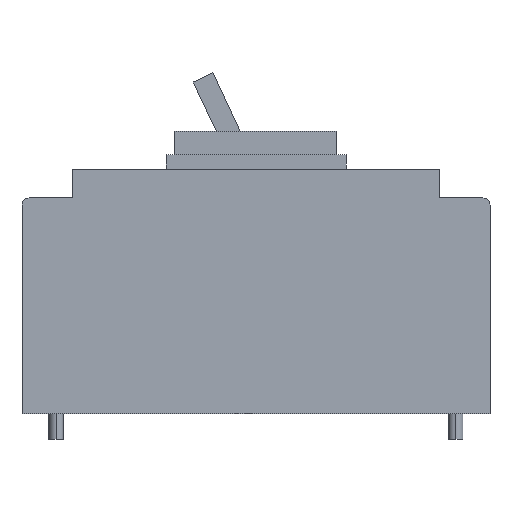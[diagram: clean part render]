
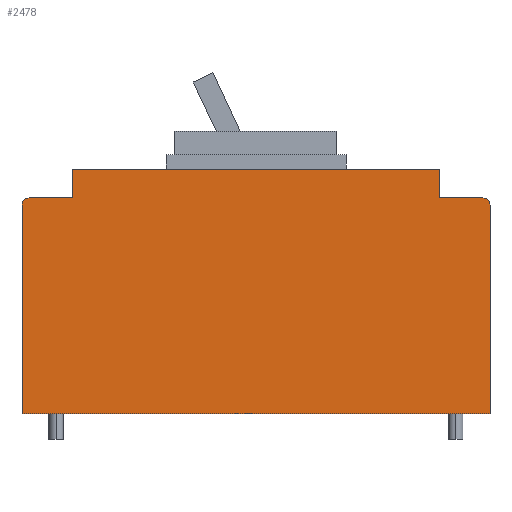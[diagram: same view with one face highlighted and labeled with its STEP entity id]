
A CAD part, left-side view. The second image highlights one B-rep face of the part: STEP entity #2478.
In plain terms, the highlighted planar face has unit normal (-1, 0, 0).
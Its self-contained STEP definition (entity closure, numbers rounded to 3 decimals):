
#40 = DIRECTION ( 'NONE',  ( 0., 0., -1. ) ) ;
#246 = LINE ( 'NONE', #4188, #4178 ) ;
#360 = VECTOR ( 'NONE', #606, 1000. ) ;
#386 = VERTEX_POINT ( 'NONE', #4573 ) ;
#445 = VERTEX_POINT ( 'NONE', #6147 ) ;
#506 = CARTESIAN_POINT ( 'NONE',  ( -30., 65., 60. ) ) ;
#606 = DIRECTION ( 'NONE',  ( 0., -1., 0. ) ) ;
#641 = LINE ( 'NONE', #5393, #955 ) ;
#730 = VECTOR ( 'NONE', #5848, 1000. ) ;
#817 = EDGE_CURVE ( 'NONE', #4145, #445, #4555, .T. ) ;
#877 = CARTESIAN_POINT ( 'NONE',  ( -30., -51., 68. ) ) ;
#955 = VECTOR ( 'NONE', #5954, 1000. ) ;
#1004 = DIRECTION ( 'NONE',  ( -1., 0., 0. ) ) ;
#1182 = EDGE_CURVE ( 'NONE', #5834, #4883, #5126, .T. ) ;
#1316 = VERTEX_POINT ( 'NONE', #877 ) ;
#1367 = EDGE_CURVE ( 'NONE', #3439, #3155, #641, .T. ) ;
#1576 = ORIENTED_EDGE ( 'NONE', *, *, #4113, .F. ) ;
#1661 = EDGE_LOOP ( 'NONE', ( #4166, #4493, #2327, #3081, #4939, #4370, #3785, #3115, #1576, #3557 ) ) ;
#1734 = CARTESIAN_POINT ( 'NONE',  ( -30., 65., 0. ) ) ;
#1747 = DIRECTION ( 'NONE',  ( 0., 0., -1. ) ) ;
#1784 = CARTESIAN_POINT ( 'NONE',  ( -30., 63., 58. ) ) ;
#1855 = CARTESIAN_POINT ( 'NONE',  ( -30., -65., 0. ) ) ;
#1898 = CARTESIAN_POINT ( 'NONE',  ( -30., 51., 60. ) ) ;
#1942 = PLANE ( 'NONE',  #3868 ) ;
#1964 = VECTOR ( 'NONE', #40, 1000. ) ;
#2227 = CARTESIAN_POINT ( 'NONE',  ( -30., 65., 0. ) ) ;
#2301 = DIRECTION ( 'NONE',  ( 0., 1., 0. ) ) ;
#2327 = ORIENTED_EDGE ( 'NONE', *, *, #5633, .T. ) ;
#2478 = ADVANCED_FACE ( 'NONE', ( #4612 ), #1942, .F. ) ;
#2529 = EDGE_CURVE ( 'NONE', #386, #4883, #4293, .T. ) ;
#2539 = VERTEX_POINT ( 'NONE', #1855 ) ;
#2591 = LINE ( 'NONE', #506, #6362 ) ;
#2776 = CARTESIAN_POINT ( 'NONE',  ( -30., -65., 68. ) ) ;
#2791 = CARTESIAN_POINT ( 'NONE',  ( -30., -63., 60. ) ) ;
#3035 = DIRECTION ( 'NONE',  ( 0., -1., 0. ) ) ;
#3081 = ORIENTED_EDGE ( 'NONE', *, *, #3639, .T. ) ;
#3115 = ORIENTED_EDGE ( 'NONE', *, *, #4123, .T. ) ;
#3116 = CARTESIAN_POINT ( 'NONE',  ( -30., 65., 68. ) ) ;
#3141 = CARTESIAN_POINT ( 'NONE',  ( -30., 65., 68. ) ) ;
#3155 = VERTEX_POINT ( 'NONE', #5614 ) ;
#3385 = EDGE_CURVE ( 'NONE', #4145, #3439, #2591, .T. ) ;
#3439 = VERTEX_POINT ( 'NONE', #1898 ) ;
#3557 = ORIENTED_EDGE ( 'NONE', *, *, #1367, .F. ) ;
#3637 = DIRECTION ( 'NONE',  ( 1., 0., 0. ) ) ;
#3639 = EDGE_CURVE ( 'NONE', #5257, #2539, #4833, .T. ) ;
#3721 = CARTESIAN_POINT ( 'NONE',  ( -30., 63., 60. ) ) ;
#3785 = ORIENTED_EDGE ( 'NONE', *, *, #2529, .F. ) ;
#3868 = AXIS2_PLACEMENT_3D ( 'NONE', #3116, #3637, #6158 ) ;
#4082 = DIRECTION ( 'NONE',  ( 0., 1., 0. ) ) ;
#4113 = EDGE_CURVE ( 'NONE', #3155, #1316, #4819, .T. ) ;
#4123 = EDGE_CURVE ( 'NONE', #386, #1316, #246, .T. ) ;
#4145 = VERTEX_POINT ( 'NONE', #3721 ) ;
#4166 = ORIENTED_EDGE ( 'NONE', *, *, #3385, .F. ) ;
#4178 = VECTOR ( 'NONE', #4727, 1000. ) ;
#4188 = CARTESIAN_POINT ( 'NONE',  ( -30., -51., 60. ) ) ;
#4232 = AXIS2_PLACEMENT_3D ( 'NONE', #4598, #1004, #4082 ) ;
#4293 = LINE ( 'NONE', #4535, #360 ) ;
#4296 = EDGE_CURVE ( 'NONE', #5834, #2539, #5769, .T. ) ;
#4301 = CARTESIAN_POINT ( 'NONE',  ( -30., -65., 58. ) ) ;
#4370 = ORIENTED_EDGE ( 'NONE', *, *, #1182, .T. ) ;
#4493 = ORIENTED_EDGE ( 'NONE', *, *, #817, .T. ) ;
#4535 = CARTESIAN_POINT ( 'NONE',  ( -30., -65., 60. ) ) ;
#4555 = CIRCLE ( 'NONE', #5499, 2. ) ;
#4573 = CARTESIAN_POINT ( 'NONE',  ( -30., -51., 60. ) ) ;
#4598 = CARTESIAN_POINT ( 'NONE',  ( -30., -63., 58. ) ) ;
#4612 = FACE_OUTER_BOUND ( 'NONE', #1661, .T. ) ;
#4649 = CARTESIAN_POINT ( 'NONE',  ( -30., 65., 68. ) ) ;
#4727 = DIRECTION ( 'NONE',  ( 0., 0., 1. ) ) ;
#4819 = LINE ( 'NONE', #3141, #4987 ) ;
#4833 = LINE ( 'NONE', #1734, #730 ) ;
#4883 = VERTEX_POINT ( 'NONE', #2791 ) ;
#4939 = ORIENTED_EDGE ( 'NONE', *, *, #4296, .F. ) ;
#4987 = VECTOR ( 'NONE', #5196, 1000. ) ;
#5126 = CIRCLE ( 'NONE', #4232, 2. ) ;
#5196 = DIRECTION ( 'NONE',  ( 0., -1., 0. ) ) ;
#5257 = VERTEX_POINT ( 'NONE', #2227 ) ;
#5377 = DIRECTION ( 'NONE',  ( -1., 0., 0. ) ) ;
#5393 = CARTESIAN_POINT ( 'NONE',  ( -30., 51., 60. ) ) ;
#5499 = AXIS2_PLACEMENT_3D ( 'NONE', #1784, #5377, #2301 ) ;
#5601 = VECTOR ( 'NONE', #1747, 1000. ) ;
#5614 = CARTESIAN_POINT ( 'NONE',  ( -30., 51., 68. ) ) ;
#5633 = EDGE_CURVE ( 'NONE', #445, #5257, #5903, .T. ) ;
#5769 = LINE ( 'NONE', #2776, #5601 ) ;
#5834 = VERTEX_POINT ( 'NONE', #4301 ) ;
#5848 = DIRECTION ( 'NONE',  ( 0., -1., 0. ) ) ;
#5903 = LINE ( 'NONE', #4649, #1964 ) ;
#5954 = DIRECTION ( 'NONE',  ( 0., 0., 1. ) ) ;
#6147 = CARTESIAN_POINT ( 'NONE',  ( -30., 65., 58. ) ) ;
#6158 = DIRECTION ( 'NONE',  ( 0., 1., 0. ) ) ;
#6362 = VECTOR ( 'NONE', #3035, 1000. ) ;
